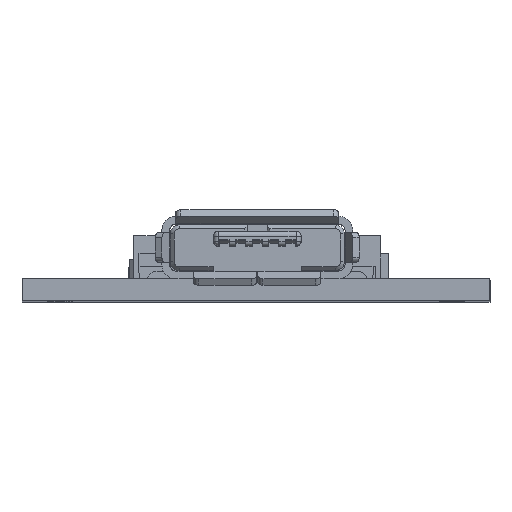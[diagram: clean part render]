
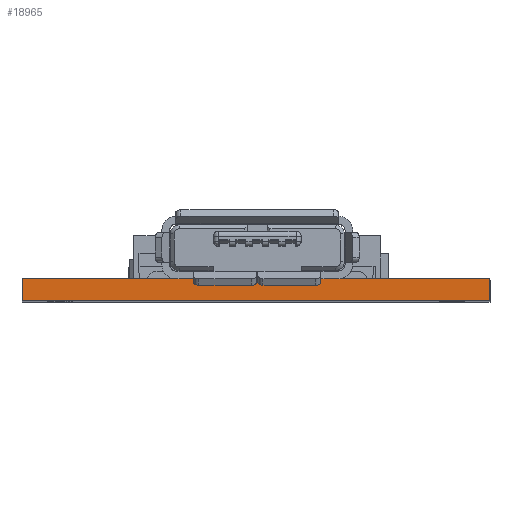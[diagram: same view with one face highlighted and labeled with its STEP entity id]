
A CAD part, top view. The second image highlights one B-rep face of the part: STEP entity #18965.
In plain terms, the highlighted planar face has unit normal (0, 0, 1).
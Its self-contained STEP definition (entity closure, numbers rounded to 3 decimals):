
#16856=CARTESIAN_POINT('Vertex',(0.,0.87,-0.127)) ;
#16859=CARTESIAN_POINT('Line Origine',(9.2,0.87,-0.127)) ;
#16863=CARTESIAN_POINT('Vertex',(18.4,0.87,-0.127)) ;
#18927=CARTESIAN_POINT('Vertex',(0.,0.,-0.127)) ;
#18930=CARTESIAN_POINT('Line Origine',(0.,0.435,-0.127)) ;
#18942=CARTESIAN_POINT('Axis2P3D Location',(18.4,0.87,-0.127)) ;
#18947=CARTESIAN_POINT('Line Origine',(9.2,0.,-0.127)) ;
#18951=CARTESIAN_POINT('Vertex',(18.4,0.,-0.127)) ;
#18954=CARTESIAN_POINT('Line Origine',(18.4,0.435,-0.127)) ;
#16860=DIRECTION('Vector Direction',(-1.,0.,0.)) ;
#18931=DIRECTION('Vector Direction',(0.,-1.,0.)) ;
#18943=DIRECTION('Axis2P3D Direction',(0.,0.,1.)) ;
#18944=DIRECTION('Axis2P3D XDirection',(1.,0.,0.)) ;
#18948=DIRECTION('Vector Direction',(-1.,0.,0.)) ;
#18955=DIRECTION('Vector Direction',(0.,-1.,0.)) ;
#18945=AXIS2_PLACEMENT_3D('Plane Axis2P3D',#18942,#18943,#18944) ;
#18960=ORIENTED_EDGE('',*,*,#18953,.F.) ;
#18961=ORIENTED_EDGE('',*,*,#18958,.F.) ;
#18962=ORIENTED_EDGE('',*,*,#16865,.T.) ;
#18963=ORIENTED_EDGE('',*,*,#18934,.T.) ;
#16861=VECTOR('Line Direction',#16860,1.) ;
#18932=VECTOR('Line Direction',#18931,1.) ;
#18949=VECTOR('Line Direction',#18948,1.) ;
#18956=VECTOR('Line Direction',#18955,1.) ;
#18965=ADVANCED_FACE('MANIFOLD_SOLID_BREP #675',(#18964),#18946,.T.) ;
#16865=EDGE_CURVE('',#16864,#16857,#16862,.T.) ;
#18934=EDGE_CURVE('',#16857,#18928,#18933,.T.) ;
#18953=EDGE_CURVE('',#18952,#18928,#18950,.T.) ;
#18958=EDGE_CURVE('',#16864,#18952,#18957,.T.) ;
#18959=EDGE_LOOP('',(#18960,#18961,#18962,#18963)) ;
#18964=FACE_OUTER_BOUND('',#18959,.T.) ;
#16862=LINE('Line',#16859,#16861) ;
#18933=LINE('Line',#18930,#18932) ;
#18950=LINE('Line',#18947,#18949) ;
#18957=LINE('Line',#18954,#18956) ;
#18946=PLANE('Plane',#18945) ;
#16857=VERTEX_POINT('',#16856) ;
#16864=VERTEX_POINT('',#16863) ;
#18928=VERTEX_POINT('',#18927) ;
#18952=VERTEX_POINT('',#18951) ;
